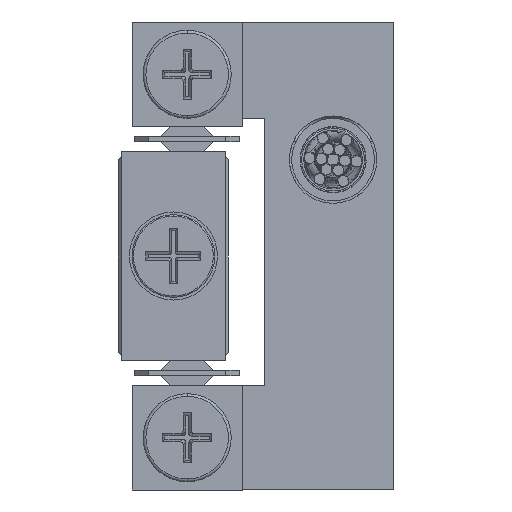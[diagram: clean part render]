
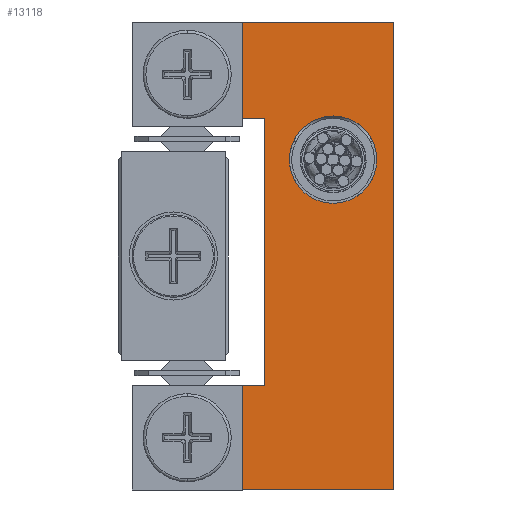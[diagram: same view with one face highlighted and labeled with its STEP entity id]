
A CAD part, left-side view. The second image highlights one B-rep face of the part: STEP entity #13118.
In plain terms, the highlighted planar face has unit normal (-1, 0, 0).
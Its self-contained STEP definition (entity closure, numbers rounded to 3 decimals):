
#1744 = CARTESIAN_POINT ( 'NONE',  ( -15., 4.7, 4.8 ) ) ;
#1842 = VERTEX_POINT ( 'NONE', #9330 ) ;
#2659 = DIRECTION ( 'NONE',  ( 0., 0., 1. ) ) ;
#2952 = FACE_BOUND ( 'NONE', #51022, .T. ) ;
#3260 = LINE ( 'NONE', #21197, #48920 ) ;
#4109 = ORIENTED_EDGE ( 'NONE', *, *, #26784, .T. ) ;
#7389 = AXIS2_PLACEMENT_3D ( 'NONE', #57573, #17363, #48174 ) ;
#7511 = CARTESIAN_POINT ( 'NONE',  ( -15., 5.5, 4.8 ) ) ;
#7642 = FACE_OUTER_BOUND ( 'NONE', #10518, .T. ) ;
#8617 = CARTESIAN_POINT ( 'NONE',  ( -15., 5.5, 8.3 ) ) ;
#9022 = ORIENTED_EDGE ( 'NONE', *, *, #12689, .F. ) ;
#9330 = CARTESIAN_POINT ( 'NONE',  ( -15., 4.7, -4.9 ) ) ;
#9583 = VERTEX_POINT ( 'NONE', #39576 ) ;
#10507 = VECTOR ( 'NONE', #32319, 1000. ) ;
#10518 = EDGE_LOOP ( 'NONE', ( #56670, #27740, #57385, #53668, #18097, #57744, #15073, #4109 ) ) ;
#12177 = VERTEX_POINT ( 'NONE', #43903 ) ;
#12614 = VECTOR ( 'NONE', #23736, 1000. ) ;
#12689 = EDGE_CURVE ( 'NONE', #32201, #57549, #55230, .T. ) ;
#12735 = LINE ( 'NONE', #13027, #28297 ) ;
#13027 = CARTESIAN_POINT ( 'NONE',  ( -15., 0., -10. ) ) ;
#13118 = ADVANCED_FACE ( 'NONE', ( #2952, #7642 ), #25859, .F. ) ;
#13258 = CARTESIAN_POINT ( 'NONE',  ( -15., 5.5, 8.3 ) ) ;
#14135 = LINE ( 'NONE', #27900, #10507 ) ;
#15073 = ORIENTED_EDGE ( 'NONE', *, *, #22318, .T. ) ;
#16761 = EDGE_CURVE ( 'NONE', #57549, #32201, #33232, .T. ) ;
#17363 = DIRECTION ( 'NONE',  ( 1., 0., 0. ) ) ;
#17522 = CARTESIAN_POINT ( 'NONE',  ( -15., 5.5, -8.7 ) ) ;
#18097 = ORIENTED_EDGE ( 'NONE', *, *, #19550, .F. ) ;
#18231 = VECTOR ( 'NONE', #49062, 1000. ) ;
#19550 = EDGE_CURVE ( 'NONE', #28858, #39568, #14135, .T. ) ;
#20021 = DIRECTION ( 'NONE',  ( 0., 0., -1. ) ) ;
#20811 = VECTOR ( 'NONE', #29968, 1000. ) ;
#21197 = CARTESIAN_POINT ( 'NONE',  ( -15., 5.5, -4.9 ) ) ;
#21793 = CARTESIAN_POINT ( 'NONE',  ( -15., 5.5, -8.7 ) ) ;
#21811 = VECTOR ( 'NONE', #20021, 1000. ) ;
#22318 = EDGE_CURVE ( 'NONE', #48066, #1842, #33779, .T. ) ;
#23736 = DIRECTION ( 'NONE',  ( 0., 0., 1. ) ) ;
#24417 = CARTESIAN_POINT ( 'NONE',  ( -15., 2.2, 3.3 ) ) ;
#25859 = PLANE ( 'NONE',  #7389 ) ;
#25864 = LINE ( 'NONE', #56691, #20811 ) ;
#26172 = DIRECTION ( 'NONE',  ( 0., -1., 0. ) ) ;
#26784 = EDGE_CURVE ( 'NONE', #1842, #12177, #3260, .T. ) ;
#26860 = EDGE_CURVE ( 'NONE', #28858, #48066, #25864, .T. ) ;
#27740 = ORIENTED_EDGE ( 'NONE', *, *, #40944, .T. ) ;
#27900 = CARTESIAN_POINT ( 'NONE',  ( -15., 5.5, -10. ) ) ;
#28297 = VECTOR ( 'NONE', #30928, 1000. ) ;
#28858 = VERTEX_POINT ( 'NONE', #7511 ) ;
#29094 = CARTESIAN_POINT ( 'NONE',  ( -15., 4.7, 4.8 ) ) ;
#29534 = VERTEX_POINT ( 'NONE', #17522 ) ;
#29968 = DIRECTION ( 'NONE',  ( 0., -1., 0. ) ) ;
#30491 = DIRECTION ( 'NONE',  ( -1., 0., 0. ) ) ;
#30928 = DIRECTION ( 'NONE',  ( 0., 0., 1. ) ) ;
#32201 = VERTEX_POINT ( 'NONE', #55789 ) ;
#32319 = DIRECTION ( 'NONE',  ( 0., 0., 1. ) ) ;
#32332 = AXIS2_PLACEMENT_3D ( 'NONE', #39873, #30491, #35180 ) ;
#33232 = CIRCLE ( 'NONE', #32332, 1.587 ) ;
#33779 = LINE ( 'NONE', #29094, #21811 ) ;
#34349 = VERTEX_POINT ( 'NONE', #45046 ) ;
#35180 = DIRECTION ( 'NONE',  ( 0., 0., 1. ) ) ;
#35543 = LINE ( 'NONE', #13258, #18231 ) ;
#37213 = LINE ( 'NONE', #38067, #12614 ) ;
#37335 = DIRECTION ( 'NONE',  ( -1., 0., 0. ) ) ;
#38067 = CARTESIAN_POINT ( 'NONE',  ( -15., 5.5, -10. ) ) ;
#39288 = AXIS2_PLACEMENT_3D ( 'NONE', #24417, #37335, #2659 ) ;
#39507 = EDGE_CURVE ( 'NONE', #34349, #9583, #12735, .T. ) ;
#39568 = VERTEX_POINT ( 'NONE', #8617 ) ;
#39576 = CARTESIAN_POINT ( 'NONE',  ( -15., 0., 8.3 ) ) ;
#39873 = CARTESIAN_POINT ( 'NONE',  ( -15., 2.2, 3.3 ) ) ;
#40944 = EDGE_CURVE ( 'NONE', #29534, #34349, #43491, .T. ) ;
#43491 = LINE ( 'NONE', #21793, #49877 ) ;
#43903 = CARTESIAN_POINT ( 'NONE',  ( -15., 5.5, -4.9 ) ) ;
#45046 = CARTESIAN_POINT ( 'NONE',  ( -15., 0., -8.7 ) ) ;
#47487 = EDGE_CURVE ( 'NONE', #9583, #39568, #35543, .T. ) ;
#47851 = ORIENTED_EDGE ( 'NONE', *, *, #16761, .F. ) ;
#48066 = VERTEX_POINT ( 'NONE', #1744 ) ;
#48174 = DIRECTION ( 'NONE',  ( 0., 0., -1. ) ) ;
#48920 = VECTOR ( 'NONE', #52274, 1000. ) ;
#49062 = DIRECTION ( 'NONE',  ( 0., 1., 0. ) ) ;
#49500 = EDGE_CURVE ( 'NONE', #29534, #12177, #37213, .T. ) ;
#49877 = VECTOR ( 'NONE', #26172, 1000. ) ;
#51022 = EDGE_LOOP ( 'NONE', ( #47851, #9022 ) ) ;
#52274 = DIRECTION ( 'NONE',  ( 0., 1., 0. ) ) ;
#53668 = ORIENTED_EDGE ( 'NONE', *, *, #47487, .T. ) ;
#55230 = CIRCLE ( 'NONE', #39288, 1.587 ) ;
#55789 = CARTESIAN_POINT ( 'NONE',  ( -15., 2.2, 1.712 ) ) ;
#56670 = ORIENTED_EDGE ( 'NONE', *, *, #49500, .F. ) ;
#56691 = CARTESIAN_POINT ( 'NONE',  ( -15., 5.5, 4.8 ) ) ;
#57385 = ORIENTED_EDGE ( 'NONE', *, *, #39507, .T. ) ;
#57549 = VERTEX_POINT ( 'NONE', #57974 ) ;
#57573 = CARTESIAN_POINT ( 'NONE',  ( -15., 5.5, -10. ) ) ;
#57744 = ORIENTED_EDGE ( 'NONE', *, *, #26860, .T. ) ;
#57974 = CARTESIAN_POINT ( 'NONE',  ( -15., 2.2, 4.887 ) ) ;
